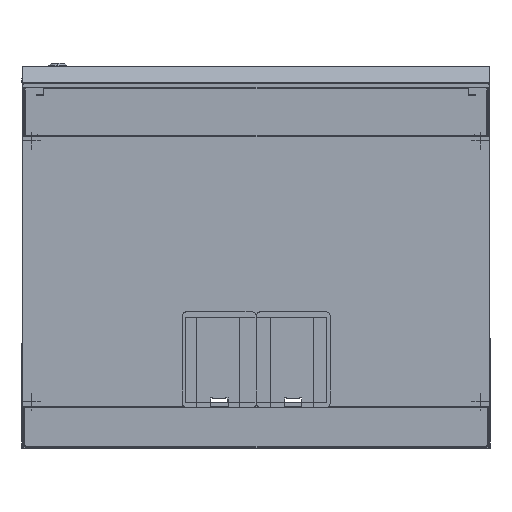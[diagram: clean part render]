
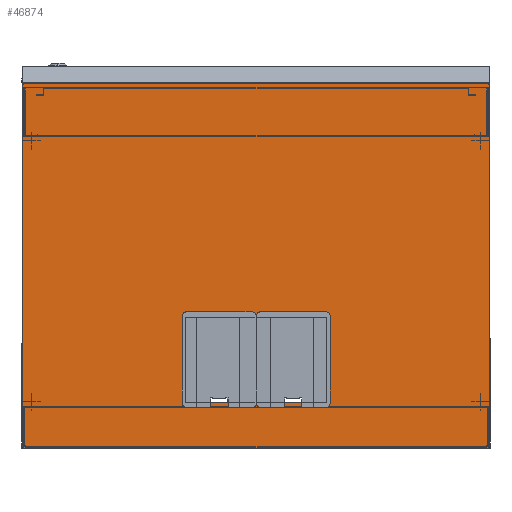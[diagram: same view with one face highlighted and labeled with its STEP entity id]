
A CAD part, front view. The second image highlights one B-rep face of the part: STEP entity #46874.
In plain terms, the highlighted face is planar.
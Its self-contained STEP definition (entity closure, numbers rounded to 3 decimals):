
#222 = CIRCLE ( 'NONE', #7501, 1.25 ) ;
#355 = PLANE ( 'NONE',  #55577 ) ;
#460 = ORIENTED_EDGE ( 'NONE', *, *, #56401, .F. ) ;
#933 = DIRECTION ( 'NONE',  ( 0., 0., 1. ) ) ;
#1415 = LINE ( 'NONE', #36422, #45993 ) ;
#2327 = CARTESIAN_POINT ( 'NONE',  ( 203.478, 27.7, 274. ) ) ;
#3465 = LINE ( 'NONE', #43910, #45718 ) ;
#3485 = EDGE_CURVE ( 'NONE', #19087, #18830, #55846, .T. ) ;
#4593 = DIRECTION ( 'NONE',  ( 0., 0., -1. ) ) ;
#5110 = LINE ( 'NONE', #11391, #8441 ) ;
#5979 = CARTESIAN_POINT ( 'NONE',  ( -224., 27.7, -273.35 ) ) ;
#6092 = LINE ( 'NONE', #40238, #43568 ) ;
#6475 = CARTESIAN_POINT ( 'NONE',  ( -224., 27.7, 273.35 ) ) ;
#7501 = AXIS2_PLACEMENT_3D ( 'NONE', #19040, #27411, #10120 ) ;
#8441 = VECTOR ( 'NONE', #36683, 1000. ) ;
#8824 = CARTESIAN_POINT ( 'NONE',  ( 204.575, 27.7, 273.35 ) ) ;
#9735 = ORIENTED_EDGE ( 'NONE', *, *, #14861, .F. ) ;
#10120 = DIRECTION ( 'NONE',  ( 1., 0., 0. ) ) ;
#10267 = VERTEX_POINT ( 'NONE', #29233 ) ;
#10767 = VECTOR ( 'NONE', #46308, 1000. ) ;
#11391 = CARTESIAN_POINT ( 'NONE',  ( 204.989, 27.7, 274. ) ) ;
#11418 = VERTEX_POINT ( 'NONE', #43121 ) ;
#11899 = CARTESIAN_POINT ( 'NONE',  ( 204.989, 27.7, -82.5 ) ) ;
#11920 = CARTESIAN_POINT ( 'NONE',  ( -222.903, 27.7, -274. ) ) ;
#12183 = CARTESIAN_POINT ( 'NONE',  ( 204.575, 27.7, -274.6 ) ) ;
#12849 = DIRECTION ( 'NONE',  ( 0., 1., 0. ) ) ;
#13476 = CARTESIAN_POINT ( 'NONE',  ( -70., 27.7, 275. ) ) ;
#14103 = FACE_OUTER_BOUND ( 'NONE', #20621, .T. ) ;
#14233 = EDGE_CURVE ( 'NONE', #18830, #42754, #31614, .T. ) ;
#14861 = EDGE_CURVE ( 'NONE', #53417, #10267, #6092, .T. ) ;
#15930 = EDGE_CURVE ( 'NONE', #11418, #44525, #52819, .T. ) ;
#16198 = CARTESIAN_POINT ( 'NONE',  ( 204.575, 27.7, 275. ) ) ;
#16393 = CARTESIAN_POINT ( 'NONE',  ( 204.989, 27.7, -274. ) ) ;
#17820 = CARTESIAN_POINT ( 'NONE',  ( 204.989, 27.7, 275. ) ) ;
#18830 = VERTEX_POINT ( 'NONE', #8824 ) ;
#19040 = CARTESIAN_POINT ( 'NONE',  ( -224., 27.7, -274.6 ) ) ;
#19087 = VERTEX_POINT ( 'NONE', #50712 ) ;
#20158 = VERTEX_POINT ( 'NONE', #11920 ) ;
#20172 = ORIENTED_EDGE ( 'NONE', *, *, #44666, .F. ) ;
#20411 = VERTEX_POINT ( 'NONE', #23700 ) ;
#20492 = AXIS2_PLACEMENT_3D ( 'NONE', #12183, #42892, #43443 ) ;
#20621 = EDGE_LOOP ( 'NONE', ( #44356, #52341, #45467, #20172, #49056, #460, #41626, #52419 ) ) ;
#21113 = LINE ( 'NONE', #11899, #56555 ) ;
#23700 = CARTESIAN_POINT ( 'NONE',  ( -70., 27.7, -82.5 ) ) ;
#25126 = EDGE_LOOP ( 'NONE', ( #9735, #40559, #49092, #54666 ) ) ;
#27028 = AXIS2_PLACEMENT_3D ( 'NONE', #51612, #12849, #30370 ) ;
#27411 = DIRECTION ( 'NONE',  ( 0., 1., 0. ) ) ;
#28904 = EDGE_CURVE ( 'NONE', #42754, #11418, #5110, .T. ) ;
#29233 = CARTESIAN_POINT ( 'NONE',  ( -170., 27.7, 82.5 ) ) ;
#29408 = DIRECTION ( 'NONE',  ( -1., 0., 0. ) ) ;
#30370 = DIRECTION ( 'NONE',  ( 1., 0., 0. ) ) ;
#31614 = CIRCLE ( 'NONE', #27028, 1.25 ) ;
#31629 = DIRECTION ( 'NONE',  ( 0., -1., 0. ) ) ;
#32125 = DIRECTION ( 'NONE',  ( 1., 0., 0. ) ) ;
#34964 = EDGE_CURVE ( 'NONE', #46006, #20411, #38748, .T. ) ;
#36123 = VERTEX_POINT ( 'NONE', #5979 ) ;
#36197 = DIRECTION ( 'NONE',  ( 1., 0., 0. ) ) ;
#36422 = CARTESIAN_POINT ( 'NONE',  ( 204.989, 27.7, 82.5 ) ) ;
#36683 = DIRECTION ( 'NONE',  ( -1., 0., 0. ) ) ;
#38748 = LINE ( 'NONE', #13476, #44193 ) ;
#39598 = DIRECTION ( 'NONE',  ( -1., 0., 0. ) ) ;
#39620 = FACE_BOUND ( 'NONE', #25126, .T. ) ;
#40238 = CARTESIAN_POINT ( 'NONE',  ( -170., 27.7, 275. ) ) ;
#40559 = ORIENTED_EDGE ( 'NONE', *, *, #47834, .F. ) ;
#41626 = ORIENTED_EDGE ( 'NONE', *, *, #52956, .F. ) ;
#42654 = VERTEX_POINT ( 'NONE', #45391 ) ;
#42754 = VERTEX_POINT ( 'NONE', #2327 ) ;
#42766 = EDGE_CURVE ( 'NONE', #20158, #42654, #46223, .T. ) ;
#42892 = DIRECTION ( 'NONE',  ( 0., 1., 0. ) ) ;
#43071 = CARTESIAN_POINT ( 'NONE',  ( -224., 27.7, 274.6 ) ) ;
#43121 = CARTESIAN_POINT ( 'NONE',  ( -222.903, 27.7, 274. ) ) ;
#43348 = CIRCLE ( 'NONE', #20492, 1.25 ) ;
#43443 = DIRECTION ( 'NONE',  ( -1., 0., 0. ) ) ;
#43568 = VECTOR ( 'NONE', #933, 1000. ) ;
#43637 = DIRECTION ( 'NONE',  ( 0., 1., 0. ) ) ;
#43910 = CARTESIAN_POINT ( 'NONE',  ( -224., 27.7, 275. ) ) ;
#44052 = CARTESIAN_POINT ( 'NONE',  ( -170., 27.7, -82.5 ) ) ;
#44193 = VECTOR ( 'NONE', #52242, 1000. ) ;
#44356 = ORIENTED_EDGE ( 'NONE', *, *, #28904, .F. ) ;
#44525 = VERTEX_POINT ( 'NONE', #6475 ) ;
#44666 = EDGE_CURVE ( 'NONE', #42654, #19087, #43348, .T. ) ;
#45391 = CARTESIAN_POINT ( 'NONE',  ( 203.478, 27.7, -274. ) ) ;
#45467 = ORIENTED_EDGE ( 'NONE', *, *, #3485, .F. ) ;
#45718 = VECTOR ( 'NONE', #4593, 1000. ) ;
#45993 = VECTOR ( 'NONE', #32125, 1000. ) ;
#46006 = VERTEX_POINT ( 'NONE', #48398 ) ;
#46223 = LINE ( 'NONE', #16393, #56028 ) ;
#46308 = DIRECTION ( 'NONE',  ( 0., 0., 1. ) ) ;
#46874 = ADVANCED_FACE ( 'NONE', ( #39620, #14103 ), #355, .F. ) ;
#47834 = EDGE_CURVE ( 'NONE', #20411, #53417, #21113, .T. ) ;
#48398 = CARTESIAN_POINT ( 'NONE',  ( -70., 27.7, 82.5 ) ) ;
#49056 = ORIENTED_EDGE ( 'NONE', *, *, #42766, .F. ) ;
#49092 = ORIENTED_EDGE ( 'NONE', *, *, #34964, .F. ) ;
#49973 = DIRECTION ( 'NONE',  ( 1., 0., 0. ) ) ;
#50712 = CARTESIAN_POINT ( 'NONE',  ( 204.575, 27.7, -273.35 ) ) ;
#51612 = CARTESIAN_POINT ( 'NONE',  ( 204.575, 27.7, 274.6 ) ) ;
#52242 = DIRECTION ( 'NONE',  ( 0., 0., -1. ) ) ;
#52341 = ORIENTED_EDGE ( 'NONE', *, *, #14233, .F. ) ;
#52419 = ORIENTED_EDGE ( 'NONE', *, *, #15930, .F. ) ;
#52819 = CIRCLE ( 'NONE', #54648, 1.25 ) ;
#52956 = EDGE_CURVE ( 'NONE', #44525, #36123, #3465, .T. ) ;
#53417 = VERTEX_POINT ( 'NONE', #44052 ) ;
#54648 = AXIS2_PLACEMENT_3D ( 'NONE', #43071, #43637, #39598 ) ;
#54666 = ORIENTED_EDGE ( 'NONE', *, *, #55413, .F. ) ;
#55413 = EDGE_CURVE ( 'NONE', #10267, #46006, #1415, .T. ) ;
#55577 = AXIS2_PLACEMENT_3D ( 'NONE', #17820, #31629, #36197 ) ;
#55846 = LINE ( 'NONE', #16198, #10767 ) ;
#56028 = VECTOR ( 'NONE', #49973, 1000. ) ;
#56401 = EDGE_CURVE ( 'NONE', #36123, #20158, #222, .T. ) ;
#56555 = VECTOR ( 'NONE', #29408, 1000. ) ;
